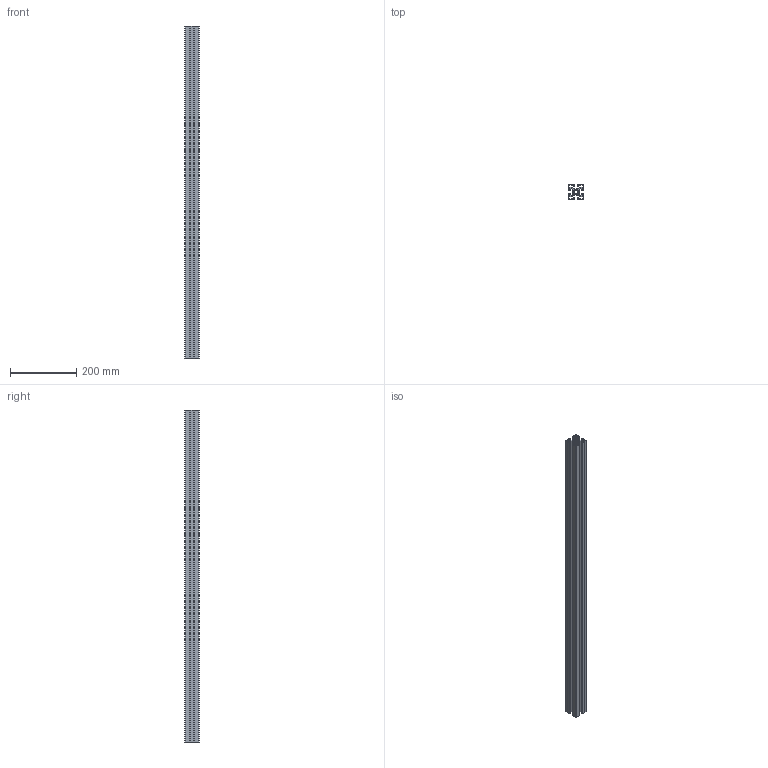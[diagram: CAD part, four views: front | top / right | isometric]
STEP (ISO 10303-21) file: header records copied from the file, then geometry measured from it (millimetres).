
FILE_DESCRIPTION (( 'STEP AP203' ), '1' );
FILE_NAME ('ALF-4545-10B.step', '2024-08-07T10:25:41', ( '' ), ( '' ), 'SwSTEP 2.0', 'SolidWorks 2022', '' );
FILE_SCHEMA (( 'CONFIG_CONTROL_DESIGN' ));
Length unit declared in the file: millimetre
Products named in the file (1): ALF-4545-10B
Bounding box: 45 x 45 x 1000 mm (x, y, z)
Volume: 642694.6 mm3; surface area: 590902.4 mm2
Topology: 1 solids, 1 shells, 259 faces, 771 edges, 514 vertices
Faces by surface type: cylinder 149, plane 110
Entity records: 8900 total; most frequent: DIRECTION 1589, CARTESIAN_POINT 1545, ORIENTED_EDGE 1542, EDGE_CURVE 771, AXIS2_PLACEMENT_3D 558, VERTEX_POINT 514, VECTOR 473, LINE 473
